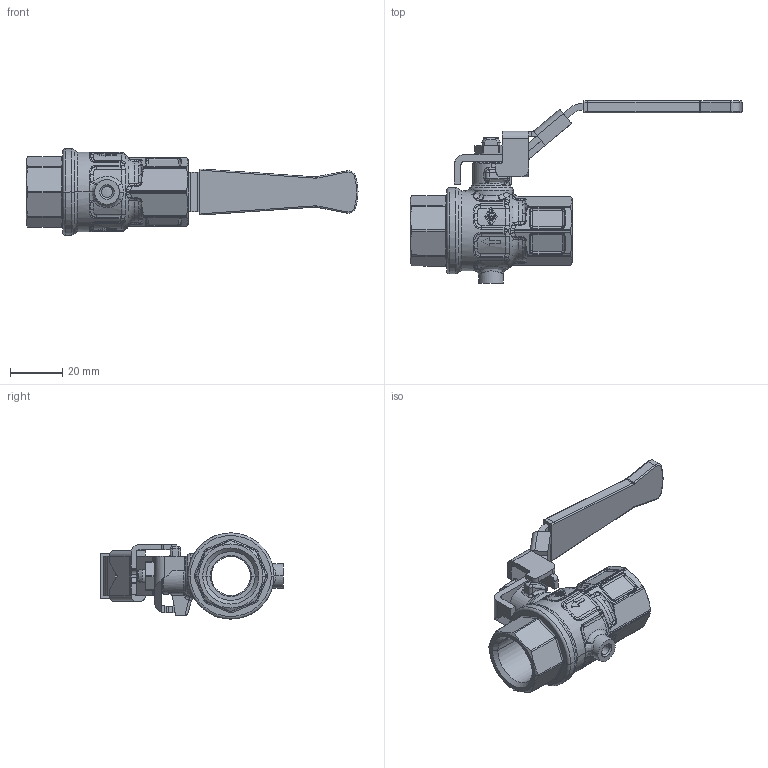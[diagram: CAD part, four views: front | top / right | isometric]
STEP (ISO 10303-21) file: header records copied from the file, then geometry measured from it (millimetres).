
FILE_DESCRIPTION(('Creo Elements/Direct Modeling STEP Export'),'2;1');
FILE_NAME('5110040000.stp','2021-05-25T11:52:36',(''),(''),'Creo Elements/Direct Modeling STEP processor for AP214 (Solid Model)','Creo Elements/Direct Modeling 20.1D 10-Oct-2020 (C) Parametric Technology GmbH','');
FILE_SCHEMA(('AUTOMOTIVE_DESIGN { 1 0 10303 214 1 1 1 1 }'));
Products named in the file (2): 5110040000
Assembly tree (1 placements, depth 2):
  5110040000
    5110040000
Bounding box: 127 x 69.7 x 33 mm (x, y, z)
Volume: 33883.5 mm3; surface area: 17174.9 mm2
Topology: 1 solids, 1 shells, 870 faces, 2204 edges, 1344 vertices
Faces by surface type: cylinder 253, bspline 245, plane 232, torus 69, cone 56, sphere 15
Entity records: 40264 total; most frequent: CARTESIAN_POINT 19749, ORIENTED_EDGE 4404, DIRECTION 3458, EDGE_CURVE 2202, AXIS2_PLACEMENT_3D 1373, VERTEX_POINT 1344, EDGE_LOOP 890, FACE_OUTER_BOUND 870
